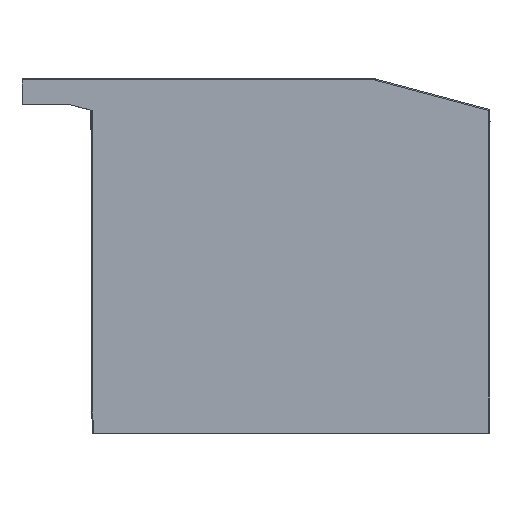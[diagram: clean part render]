
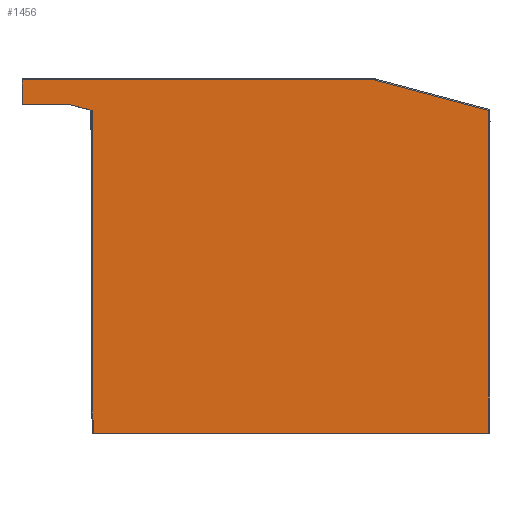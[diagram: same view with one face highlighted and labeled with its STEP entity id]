
A CAD part, front view. The second image highlights one B-rep face of the part: STEP entity #1456.
In plain terms, the highlighted planar face has unit normal (0, -1, 0).
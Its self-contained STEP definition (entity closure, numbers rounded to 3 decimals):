
#397=B_SPLINE_CURVE_WITH_KNOTS('',3,(#22263,#22264,#22265,#22266,#22267,
#22268),.UNSPECIFIED.,.F.,.F.,(4,1,1,4),(0.,0.333,0.667,
1.),.UNSPECIFIED.);
#1456=ADVANCED_FACE('',(#2306),#1836,.T.);
#1836=PLANE('',#13697);
#2306=FACE_OUTER_BOUND('',#2944,.T.);
#2944=EDGE_LOOP('',(#5931,#5932,#5933,#5934,#5935,#5936,#5937,#5938,#5939));
#5931=ORIENTED_EDGE('',*,*,#9766,.F.);
#5932=ORIENTED_EDGE('',*,*,#8435,.F.);
#5933=ORIENTED_EDGE('',*,*,#9767,.T.);
#5934=ORIENTED_EDGE('',*,*,#9765,.T.);
#5935=ORIENTED_EDGE('',*,*,#9768,.T.);
#5936=ORIENTED_EDGE('',*,*,#8987,.F.);
#5937=ORIENTED_EDGE('',*,*,#8642,.F.);
#5938=ORIENTED_EDGE('',*,*,#9769,.F.);
#5939=ORIENTED_EDGE('',*,*,#9770,.F.);
#6998=VERTEX_POINT('',#18156);
#6999=VERTEX_POINT('',#18158);
#7174=VERTEX_POINT('',#18714);
#7175=VERTEX_POINT('',#18716);
#7410=VERTEX_POINT('',#19916);
#7834=VERTEX_POINT('',#22253);
#7835=VERTEX_POINT('',#22260);
#7836=VERTEX_POINT('',#22269);
#7837=VERTEX_POINT('',#22273);
#8435=EDGE_CURVE('',#6998,#6999,#10474,.T.);
#8642=EDGE_CURVE('',#7174,#7175,#10566,.T.);
#8987=EDGE_CURVE('',#7175,#7410,#10760,.T.);
#9765=EDGE_CURVE('',#7834,#7835,#11311,.T.);
#9766=EDGE_CURVE('',#6999,#7836,#397,.T.);
#9767=EDGE_CURVE('',#6998,#7834,#11312,.T.);
#9768=EDGE_CURVE('',#7835,#7410,#11313,.T.);
#9769=EDGE_CURVE('',#7837,#7174,#11314,.T.);
#9770=EDGE_CURVE('',#7836,#7837,#11315,.T.);
#10474=LINE('',#18157,#11955);
#10566=LINE('',#18715,#12047);
#10760=LINE('',#19915,#12241);
#11311=LINE('',#22261,#12792);
#11312=LINE('',#22270,#12793);
#11313=LINE('',#22271,#12794);
#11314=LINE('',#22272,#12795);
#11315=LINE('',#22274,#12796);
#11955=VECTOR('',#14488,1.);
#12047=VECTOR('',#14792,1.);
#12241=VECTOR('',#15315,1.);
#12792=VECTOR('',#16573,1.);
#12793=VECTOR('',#16576,1.);
#12794=VECTOR('',#16577,1.);
#12795=VECTOR('',#16578,1.);
#12796=VECTOR('',#16579,1.);
#13697=AXIS2_PLACEMENT_3D('',#22275,#16580,#16581);
#14488=DIRECTION('',(-1.,0.,0.));
#14792=DIRECTION('',(-1.,0.,0.));
#15315=DIRECTION('',(0.,0.,1.));
#16573=DIRECTION('',(-0.966,0.,0.259));
#16576=DIRECTION('',(0.,0.,1.));
#16577=DIRECTION('',(-1.,0.,0.));
#16578=DIRECTION('',(-0.966,0.,0.258));
#16579=DIRECTION('',(0.,0.,1.));
#16580=DIRECTION('',(0.,-1.,0.));
#16581=DIRECTION('',(1.,0.,0.));
#18156=CARTESIAN_POINT('',(-74.091,-77.746,-75.354));
#18157=CARTESIAN_POINT('',(-74.091,-77.746,-75.354));
#18158=CARTESIAN_POINT('',(-191.01,-77.746,-75.354));
#18714=CARTESIAN_POINT('',(-198.491,-77.746,21.946));
#18715=CARTESIAN_POINT('',(-198.491,-77.746,21.946));
#18716=CARTESIAN_POINT('',(-212.291,-77.746,21.946));
#19915=CARTESIAN_POINT('',(-212.291,-77.746,21.946));
#19916=CARTESIAN_POINT('',(-212.291,-77.746,29.146));
#22253=CARTESIAN_POINT('',(-74.091,-77.746,20.105));
#22260=CARTESIAN_POINT('',(-107.83,-77.746,29.146));
#22261=CARTESIAN_POINT('',(-74.091,-77.746,20.105));
#22263=CARTESIAN_POINT('',(-191.01,-77.746,-75.354));
#22264=CARTESIAN_POINT('',(-191.077,-77.746,-74.325));
#22265=CARTESIAN_POINT('',(-191.206,-77.746,-72.361));
#22266=CARTESIAN_POINT('',(-191.377,-77.746,-69.728));
#22267=CARTESIAN_POINT('',(-191.481,-77.746,-68.109));
#22268=CARTESIAN_POINT('',(-191.53,-77.746,-67.34));
#22269=CARTESIAN_POINT('',(-191.53,-77.746,-67.34));
#22270=CARTESIAN_POINT('',(-74.091,-77.746,-75.354));
#22271=CARTESIAN_POINT('',(-107.83,-77.746,29.146));
#22272=CARTESIAN_POINT('',(-191.53,-77.746,20.09));
#22273=CARTESIAN_POINT('',(-191.53,-77.746,20.09));
#22274=CARTESIAN_POINT('',(-191.53,-77.746,-67.34));
#22275=CARTESIAN_POINT('',(-212.291,-77.746,29.446));
